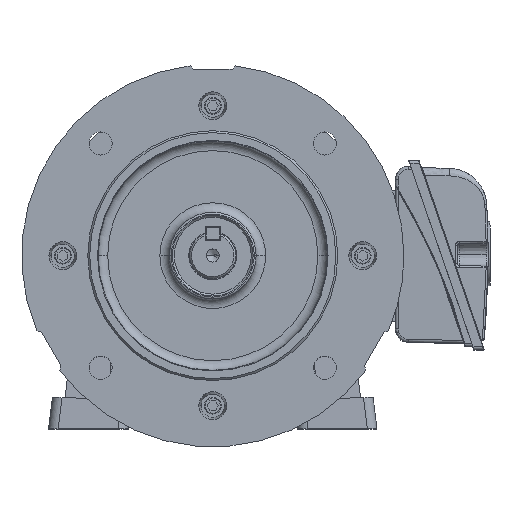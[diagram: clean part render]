
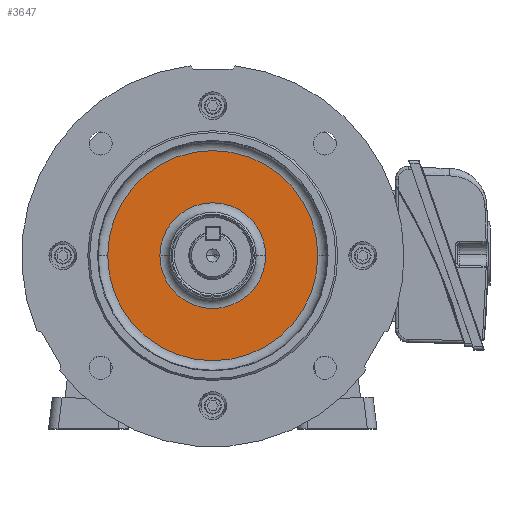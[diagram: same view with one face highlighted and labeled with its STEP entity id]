
A CAD part, top view. The second image highlights one B-rep face of the part: STEP entity #3647.
In plain terms, the highlighted planar face has unit normal (0, 0, 1).
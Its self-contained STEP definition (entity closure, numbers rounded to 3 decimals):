
#3647 = ADVANCED_FACE ( 'NONE', ( #59657, #59295 ), #54680, .F. ) ;
#4939 = AXIS2_PLACEMENT_3D ( 'NONE', #67509, #13994, #35601 ) ;
#8657 = AXIS2_PLACEMENT_3D ( 'NONE', #68484, #67073, #35522 ) ;
#11480 = ORIENTED_EDGE ( 'NONE', *, *, #15879, .F. ) ;
#13994 = DIRECTION ( 'NONE',  ( 0., 0., 1. ) ) ;
#15675 = CARTESIAN_POINT ( 'NONE',  ( -54.647, 0., 0. ) ) ;
#15879 = EDGE_CURVE ( 'NONE', #41219, #22585, #35491, .T. ) ;
#16329 = CARTESIAN_POINT ( 'NONE',  ( 54.647, 0., 0. ) ) ;
#17156 = VERTEX_POINT ( 'NONE', #15675 ) ;
#22585 = VERTEX_POINT ( 'NONE', #54715 ) ;
#30764 = CARTESIAN_POINT ( 'NONE',  ( -27.507, 0., 0. ) ) ;
#30915 = EDGE_LOOP ( 'NONE', ( #43092, #11480 ) ) ;
#31226 = AXIS2_PLACEMENT_3D ( 'NONE', #48189, #63788, #37920 ) ;
#33697 = AXIS2_PLACEMENT_3D ( 'NONE', #53283, #38403, #53627 ) ;
#34258 = VERTEX_POINT ( 'NONE', #16329 ) ;
#35491 = CIRCLE ( 'NONE', #4939, 27.507 ) ;
#35522 = DIRECTION ( 'NONE',  ( 1., 0., 0. ) ) ;
#35601 = DIRECTION ( 'NONE',  ( 1., 0., 0. ) ) ;
#36477 = ORIENTED_EDGE ( 'NONE', *, *, #44695, .T. ) ;
#36810 = CARTESIAN_POINT ( 'NONE',  ( 0., 0., 0. ) ) ;
#37920 = DIRECTION ( 'NONE',  ( 1., 0., 0. ) ) ;
#38403 = DIRECTION ( 'NONE',  ( 0., 0., -1. ) ) ;
#41219 = VERTEX_POINT ( 'NONE', #30764 ) ;
#43092 = ORIENTED_EDGE ( 'NONE', *, *, #65858, .F. ) ;
#44695 = EDGE_CURVE ( 'NONE', #17156, #34258, #59753, .T. ) ;
#46791 = ORIENTED_EDGE ( 'NONE', *, *, #62856, .T. ) ;
#47047 = CIRCLE ( 'NONE', #31226, 54.647 ) ;
#48189 = CARTESIAN_POINT ( 'NONE',  ( 0., 0., 0. ) ) ;
#50481 = CIRCLE ( 'NONE', #8657, 27.507 ) ;
#52990 = EDGE_LOOP ( 'NONE', ( #46791, #36477 ) ) ;
#53283 = CARTESIAN_POINT ( 'NONE',  ( 0., 27.507, 0. ) ) ;
#53627 = DIRECTION ( 'NONE',  ( -1., 0., 0. ) ) ;
#54680 = PLANE ( 'NONE',  #33697 ) ;
#54715 = CARTESIAN_POINT ( 'NONE',  ( 27.507, 0., 0. ) ) ;
#58413 = DIRECTION ( 'NONE',  ( 1., 0., 0. ) ) ;
#59295 = FACE_OUTER_BOUND ( 'NONE', #52990, .T. ) ;
#59657 = FACE_BOUND ( 'NONE', #30915, .T. ) ;
#59753 = CIRCLE ( 'NONE', #66546, 54.647 ) ;
#62856 = EDGE_CURVE ( 'NONE', #34258, #17156, #47047, .T. ) ;
#63788 = DIRECTION ( 'NONE',  ( 0., 0., 1. ) ) ;
#65858 = EDGE_CURVE ( 'NONE', #22585, #41219, #50481, .T. ) ;
#66546 = AXIS2_PLACEMENT_3D ( 'NONE', #36810, #69068, #58413 ) ;
#67073 = DIRECTION ( 'NONE',  ( 0., 0., 1. ) ) ;
#67509 = CARTESIAN_POINT ( 'NONE',  ( 0., 0., 0. ) ) ;
#68484 = CARTESIAN_POINT ( 'NONE',  ( 0., 0., 0. ) ) ;
#69068 = DIRECTION ( 'NONE',  ( 0., 0., 1. ) ) ;
